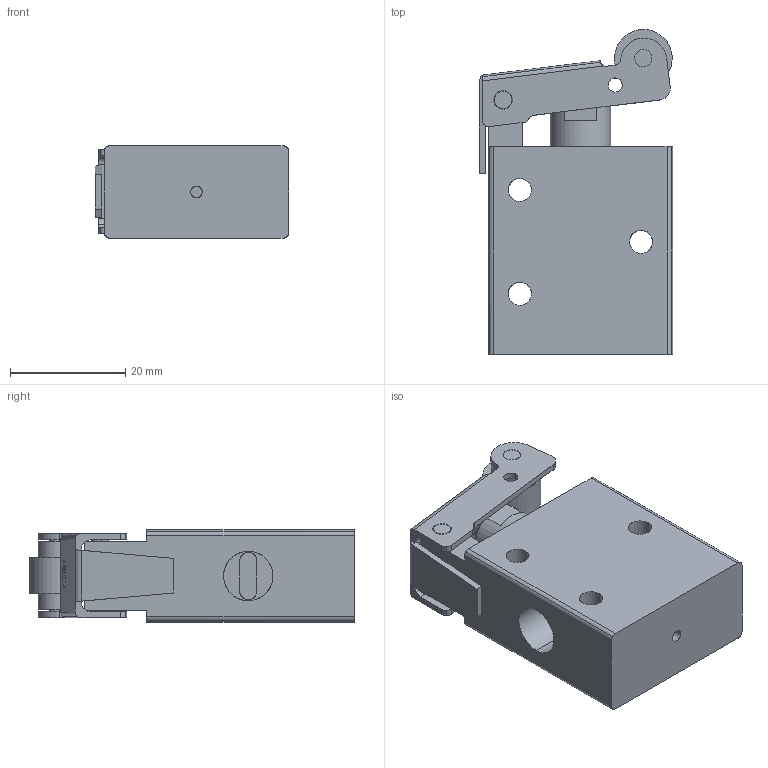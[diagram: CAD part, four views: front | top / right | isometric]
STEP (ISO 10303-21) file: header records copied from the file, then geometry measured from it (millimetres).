
FILE_DESCRIPTION((''),'2;1');
FILE_NAME('05_138_4.stp','2002-11-23T13:26:09',('Branislav Petkovic'),('AZ Pneumatica'),'AutoCAD STEP 2000i','AutoCAD 2000i','Via J. F. Kennedy, 26, 20020 Misinto (MI), ITALY');
FILE_SCHEMA(('CONFIG_CONTROL_DESIGN'));
Length unit declared in the file: millimetre
Products named in the file (5): 05_138_4; 431MR TELO; POLUGA SA VALJKOM; PART2; VALJAK
Assembly tree (4 placements, depth 3):
  05_138_4
    431MR TELO
    POLUGA SA VALJKOM
      PART2
      VALJAK
Bounding box: 33.54 x 56.31 x 16 mm (x, y, z)
Surface area: 10111.8 mm2 (no closed solid volume)
Topology: 0 solids, 4 shells, 190 faces, 596 edges, 485 vertices
Faces by surface type: bspline 69, cylinder 68, plane 43, cone 8, torus 2
Entity records: 7956 total; most frequent: CARTESIAN_POINT 3469, DIRECTION 721, ORIENTED_EDGE 644, QUASI_UNIFORM_CURVE 396, EDGE_CURVE 322, AXIS2_PLACEMENT_3D 287, PCURVE 274, COMPOSITE_CURVE_SEGMENT 274
